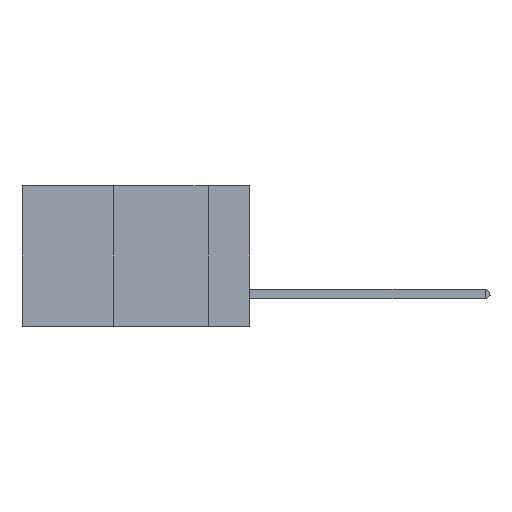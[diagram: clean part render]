
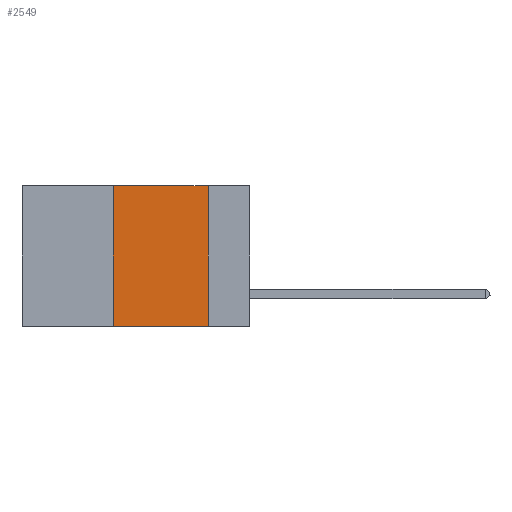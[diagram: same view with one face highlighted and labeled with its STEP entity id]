
A CAD part, left-side view. The second image highlights one B-rep face of the part: STEP entity #2549.
In plain terms, the highlighted planar face has unit normal (-1, 0, 0).
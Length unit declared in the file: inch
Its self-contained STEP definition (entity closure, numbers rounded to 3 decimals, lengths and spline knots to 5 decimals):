
#947 = ORIENTED_EDGE ( 'NONE', *, *, #15382, .T. ) ;
#2308 = VECTOR ( 'NONE', #23469, 39.37008 ) ;
#2549 = ADVANCED_FACE ( 'NONE', ( #30203 ), #16288, .F. ) ;
#3920 = ORIENTED_EDGE ( 'NONE', *, *, #43854, .F. ) ;
#6416 = VECTOR ( 'NONE', #25443, 39.37008 ) ;
#6687 = CARTESIAN_POINT ( 'NONE',  ( 0., 0.6, 0. ) ) ;
#9443 = DIRECTION ( 'NONE',  ( 1., 0., 0. ) ) ;
#10935 = LINE ( 'NONE', #17585, #45465 ) ;
#12521 = CARTESIAN_POINT ( 'NONE',  ( 0., 0.36, 0. ) ) ;
#12711 = CARTESIAN_POINT ( 'NONE',  ( 0., 0.6, 0. ) ) ;
#13272 = AXIS2_PLACEMENT_3D ( 'NONE', #12711, #9443, #35440 ) ;
#14432 = LINE ( 'NONE', #22700, #29104 ) ;
#15382 = EDGE_CURVE ( 'NONE', #27080, #29527, #10935, .T. ) ;
#16288 = PLANE ( 'NONE',  #13272 ) ;
#17087 = DIRECTION ( 'NONE',  ( 0., -1., 0. ) ) ;
#17585 = CARTESIAN_POINT ( 'NONE',  ( 0., 0.6, -0.37 ) ) ;
#18996 = VERTEX_POINT ( 'NONE', #19713 ) ;
#19102 = DIRECTION ( 'NONE',  ( 0., 0., -1. ) ) ;
#19244 = LINE ( 'NONE', #6687, #6416 ) ;
#19713 = CARTESIAN_POINT ( 'NONE',  ( 0., 0.36, 0. ) ) ;
#22048 = CARTESIAN_POINT ( 'NONE',  ( 0., 0.11, 0. ) ) ;
#22700 = CARTESIAN_POINT ( 'NONE',  ( 0., 0.11, 0. ) ) ;
#23469 = DIRECTION ( 'NONE',  ( 0., 0., 1. ) ) ;
#25443 = DIRECTION ( 'NONE',  ( 0., -1., 0. ) ) ;
#25489 = CARTESIAN_POINT ( 'NONE',  ( 0., 0.36, -0.37 ) ) ;
#27080 = VERTEX_POINT ( 'NONE', #25489 ) ;
#27482 = CARTESIAN_POINT ( 'NONE',  ( 0., 0.11, -0.37 ) ) ;
#27919 = EDGE_CURVE ( 'NONE', #27080, #18996, #42680, .T. ) ;
#29104 = VECTOR ( 'NONE', #19102, 39.37008 ) ;
#29527 = VERTEX_POINT ( 'NONE', #27482 ) ;
#29557 = EDGE_LOOP ( 'NONE', ( #31089, #3920, #46901, #947 ) ) ;
#29963 = EDGE_CURVE ( 'NONE', #48269, #29527, #14432, .T. ) ;
#30203 = FACE_OUTER_BOUND ( 'NONE', #29557, .T. ) ;
#31089 = ORIENTED_EDGE ( 'NONE', *, *, #29963, .F. ) ;
#35440 = DIRECTION ( 'NONE',  ( 0., 0., -1. ) ) ;
#42680 = LINE ( 'NONE', #12521, #2308 ) ;
#43854 = EDGE_CURVE ( 'NONE', #18996, #48269, #19244, .T. ) ;
#45465 = VECTOR ( 'NONE', #17087, 39.37008 ) ;
#46901 = ORIENTED_EDGE ( 'NONE', *, *, #27919, .F. ) ;
#48269 = VERTEX_POINT ( 'NONE', #22048 ) ;
